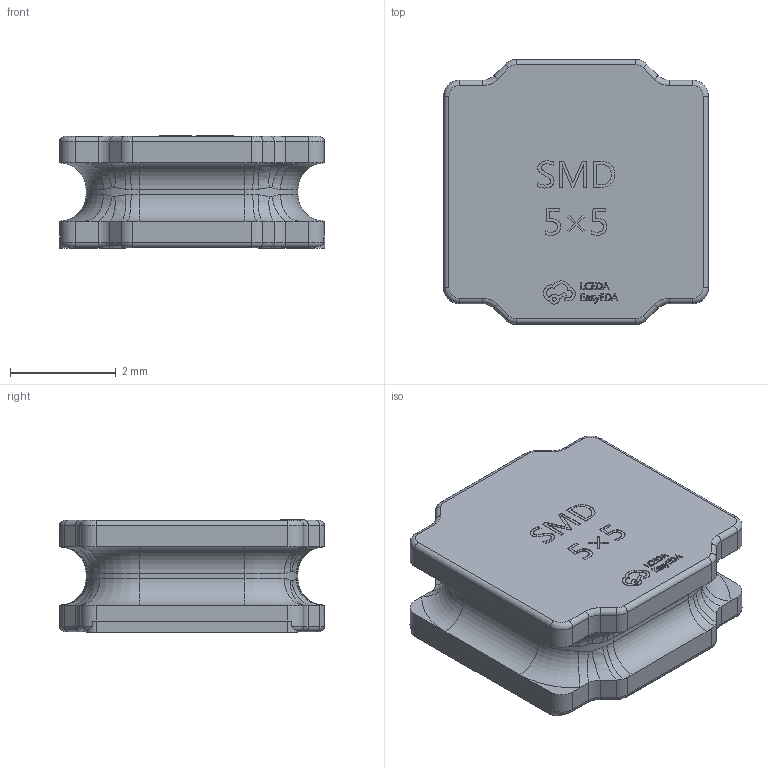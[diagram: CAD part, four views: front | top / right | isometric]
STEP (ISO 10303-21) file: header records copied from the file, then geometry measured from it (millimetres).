
FILE_DESCRIPTION(('FreeCAD Model'),'2;1');
FILE_NAME('Open CASCADE Shape Model','2023-09-14T16:46:29',(''),(''), 'Open CASCADE STEP processor 7.6','FreeCAD','Unknown');
FILE_SCHEMA(('AUTOMOTIVE_DESIGN { 1 0 10303 214 1 1 1 1 }'));
Length unit declared in the file: millimetre
Products named in the file (3): L1; IND-SMD_L5.0-W5.0; SOLID
Assembly tree (2 placements, depth 3):
  L1
    IND-SMD_L5.0-W5.0
      SOLID
Bounding box: 5.02 x 5 x 2.12 mm (x, y, z)
Volume: 41.6 mm3; surface area: 90.6 mm2
Topology: 1 solids, 1 shells, 568 faces, 1483 edges, 950 vertices
Faces by surface type: plane 286, bspline 180, cylinder 62, torus 40
Entity records: 24630 total; most frequent: CARTESIAN_POINT 7724, ORIENTED_EDGE 2966, DIRECTION 2149, EDGE_CURVE 1483, VERTEX_POINT 950, LINE 919, VECTOR 919, AXIS2_PLACEMENT_3D 615
